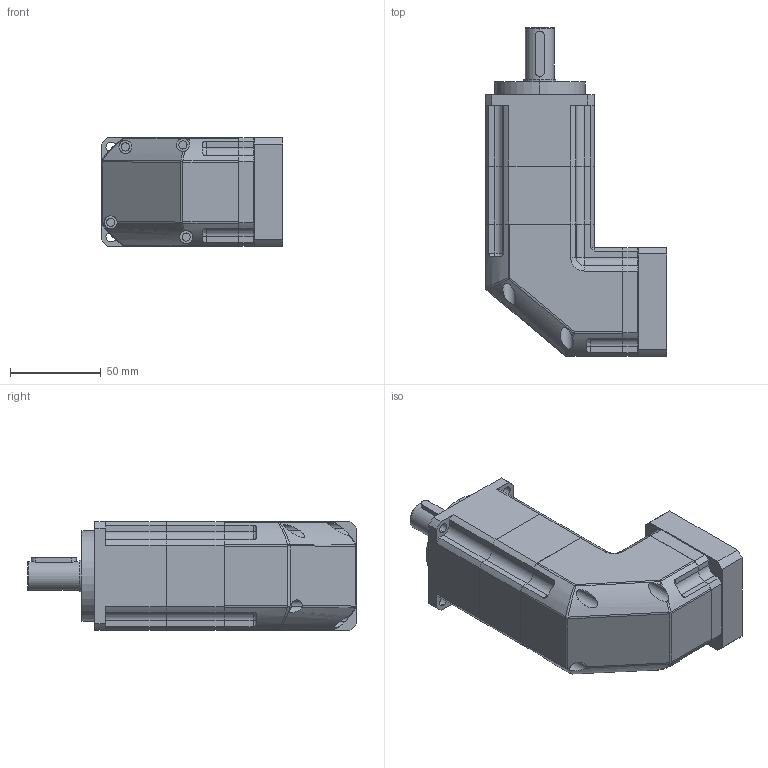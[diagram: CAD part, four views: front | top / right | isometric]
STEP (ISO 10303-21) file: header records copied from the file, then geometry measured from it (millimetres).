
FILE_DESCRIPTION (( 'STEP AP203' ), '1' );
FILE_NAME ('WABR060-L2(14-32-50-70-M4).STEP', '2018-09-28T02:37:53', ( 'wanshsin' ), ( 'Microsoft' ), 'SwSTEP 2.0', 'SolidWorks 2016', '' );
FILE_SCHEMA (( 'CONFIG_CONTROL_DESIGN' ));
Length unit declared in the file: millimetre
Products named in the file (6): 俴陎蛌褒綴裔-WABR060-HG; 俴陎菁釱-WVRB060-DZ(14-35-50-70-M4); 内齿圈-WAB060-RING; WABR060-L2(14-32-50-70-M4); 俴陎楊擘-WAB060-L1; ABR060-XT
Assembly tree (5 placements, depth 2):
  WABR060-L2(14-32-50-70-M4)
    俴陎楊擘-WAB060-L1
    ABR060-XT
    俴陎蛌褒綴裔-WABR060-HG
    俴陎菁釱-WVRB060-DZ(14-35-50-70-M4)
    内齿圈-WAB060-RING
Bounding box: 100 x 181.5 x 60 mm (x, y, z)
Volume: 416400.1 mm3; surface area: 98651.7 mm2
Topology: 5 solids, 5 shells, 377 faces, 958 edges, 596 vertices
Faces by surface type: cylinder 183, plane 124, cone 36, bspline 30, torus 4
Entity records: 14433 total; most frequent: CARTESIAN_POINT 4838, DIRECTION 1899, ORIENTED_EDGE 1870, EDGE_CURVE 935, AXIS2_PLACEMENT_3D 720, VERTEX_POINT 596, VECTOR 459, LINE 459
